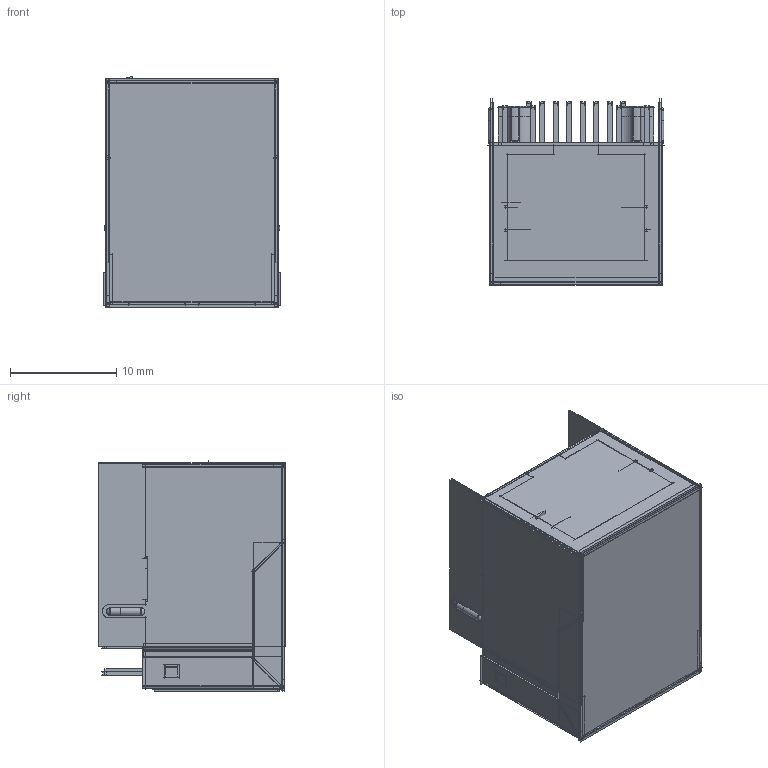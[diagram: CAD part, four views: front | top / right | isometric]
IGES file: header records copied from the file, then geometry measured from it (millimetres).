
Start section:  PTC IGES file: DGKYD111B002BA2A1D.igs
Global section: file name: DGKYD111B002BA2A1D.igs; native system: Creo Parametric by PTC Inc.; preprocessor: 2018400; author: Administrator; organization: Unknown; date: 20220309.101043; units: millimetre
Bounding box: 16.64 x 17.53 x 21.75 mm (x, y, z)
Surface area: 55493.5 mm2 (no closed solid volume)
Topology: 0 solids, 0 shells, 2276 faces, 41321 edges, 52925 vertices
Faces by surface type: bspline 1876, revolution 304, extrusion 96
